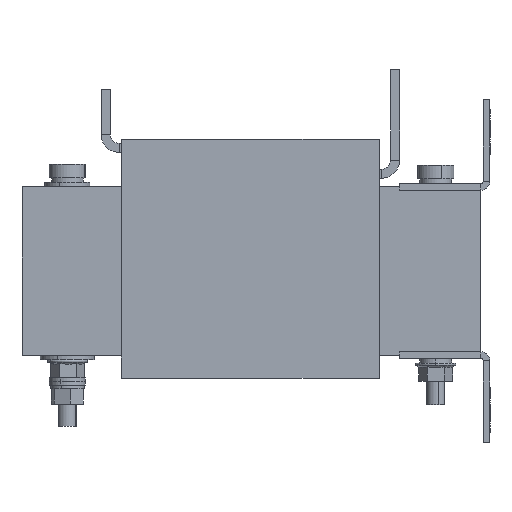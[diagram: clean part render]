
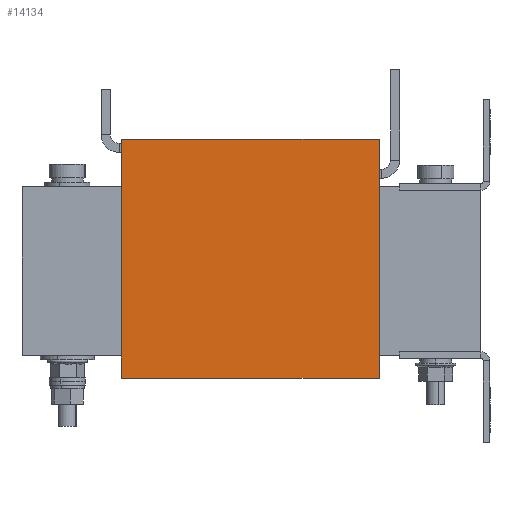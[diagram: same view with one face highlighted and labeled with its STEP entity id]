
A CAD part, left-side view. The second image highlights one B-rep face of the part: STEP entity #14134.
In plain terms, the highlighted planar face has unit normal (-1, 0, 0).
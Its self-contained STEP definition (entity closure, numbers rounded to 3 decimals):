
#240 = LINE ( 'NONE', #9416, #9149 ) ;
#282 = VERTEX_POINT ( 'NONE', #7335 ) ;
#467 = ORIENTED_EDGE ( 'NONE', *, *, #6214, .F. ) ;
#626 = LINE ( 'NONE', #2940, #4461 ) ;
#1304 = AXIS2_PLACEMENT_3D ( 'NONE', #9027, #3156, #8963 ) ;
#2334 = DIRECTION ( 'NONE',  ( 0., 0., 1. ) ) ;
#2464 = LINE ( 'NONE', #6840, #13642 ) ;
#2940 = CARTESIAN_POINT ( 'NONE',  ( -110.1, -56.475, -47.35 ) ) ;
#3156 = DIRECTION ( 'NONE',  ( -1., 0., 0. ) ) ;
#3574 = DIRECTION ( 'NONE',  ( 0., 1., 0. ) ) ;
#3828 = VERTEX_POINT ( 'NONE', #6879 ) ;
#4151 = VECTOR ( 'NONE', #11798, 1000. ) ;
#4461 = VECTOR ( 'NONE', #5244, 1000. ) ;
#4953 = EDGE_LOOP ( 'NONE', ( #13963, #13798, #467, #14532 ) ) ;
#5120 = EDGE_CURVE ( 'NONE', #7625, #3828, #626, .T. ) ;
#5244 = DIRECTION ( 'NONE',  ( 0., 0., 1. ) ) ;
#6214 = EDGE_CURVE ( 'NONE', #7625, #282, #2464, .T. ) ;
#6840 = CARTESIAN_POINT ( 'NONE',  ( -110.1, -56.475, -47.35 ) ) ;
#6879 = CARTESIAN_POINT ( 'NONE',  ( -110.1, -56.475, 58.35 ) ) ;
#7335 = CARTESIAN_POINT ( 'NONE',  ( -110.1, 57.525, -47.35 ) ) ;
#7625 = VERTEX_POINT ( 'NONE', #8569 ) ;
#8569 = CARTESIAN_POINT ( 'NONE',  ( -110.1, -56.475, -47.35 ) ) ;
#8672 = EDGE_CURVE ( 'NONE', #3828, #9665, #14099, .T. ) ;
#8963 = DIRECTION ( 'NONE',  ( 0., 1., 0. ) ) ;
#9027 = CARTESIAN_POINT ( 'NONE',  ( -110.1, -56.475, -47.35 ) ) ;
#9149 = VECTOR ( 'NONE', #2334, 1000. ) ;
#9416 = CARTESIAN_POINT ( 'NONE',  ( -110.1, 57.525, -47.35 ) ) ;
#9665 = VERTEX_POINT ( 'NONE', #11330 ) ;
#11125 = PLANE ( 'NONE',  #1304 ) ;
#11330 = CARTESIAN_POINT ( 'NONE',  ( -110.1, 57.525, 58.35 ) ) ;
#11798 = DIRECTION ( 'NONE',  ( 0., 1., 0. ) ) ;
#12257 = FACE_OUTER_BOUND ( 'NONE', #4953, .T. ) ;
#13642 = VECTOR ( 'NONE', #3574, 1000. ) ;
#13798 = ORIENTED_EDGE ( 'NONE', *, *, #14345, .F. ) ;
#13963 = ORIENTED_EDGE ( 'NONE', *, *, #8672, .T. ) ;
#14029 = CARTESIAN_POINT ( 'NONE',  ( -110.1, -56.475, 58.35 ) ) ;
#14099 = LINE ( 'NONE', #14029, #4151 ) ;
#14134 = ADVANCED_FACE ( 'Defeature ausgef�hrt1_21', ( #12257 ), #11125, .T. ) ;
#14345 = EDGE_CURVE ( 'NONE', #282, #9665, #240, .T. ) ;
#14532 = ORIENTED_EDGE ( 'NONE', *, *, #5120, .T. ) ;
